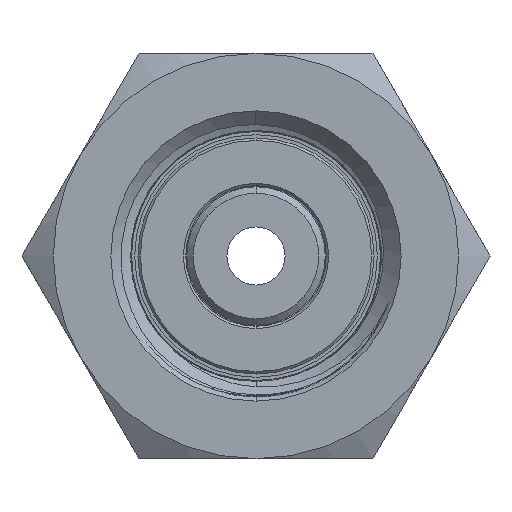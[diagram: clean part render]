
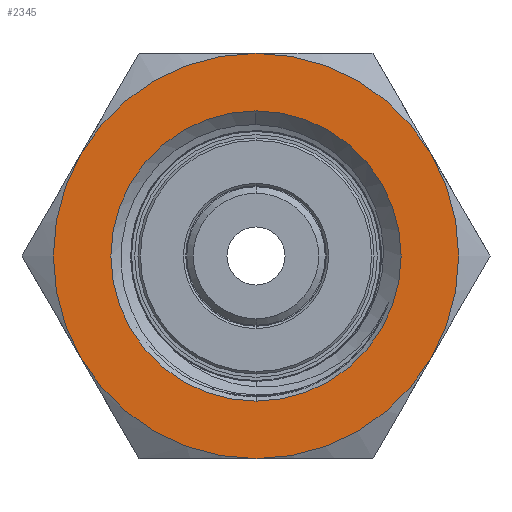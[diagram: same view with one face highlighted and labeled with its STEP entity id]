
A CAD part, left-side view. The second image highlights one B-rep face of the part: STEP entity #2345.
In plain terms, the highlighted planar face has unit normal (-1, 0, 0).
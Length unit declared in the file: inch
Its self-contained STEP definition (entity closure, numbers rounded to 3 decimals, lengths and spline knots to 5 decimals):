
#112 = CARTESIAN_POINT ( 'NONE',  ( -0.45276, 0.54127, 0.3125 ) ) ;
#338 = DIRECTION ( 'NONE',  ( -1., 0., 0. ) ) ;
#451 = ORIENTED_EDGE ( 'NONE', *, *, #7789, .F. ) ;
#1122 = CARTESIAN_POINT ( 'NONE',  ( -0.45276, 0., 0. ) ) ;
#1356 = ORIENTED_EDGE ( 'NONE', *, *, #5184, .T. ) ;
#1367 = DIRECTION ( 'NONE',  ( -1., 0., 0. ) ) ;
#1750 = EDGE_CURVE ( 'NONE', #12678, #12785, #26250, .T. ) ;
#2345 = ADVANCED_FACE ( 'NONE', ( #6528, #24799 ), #7371, .F. ) ;
#2553 = EDGE_CURVE ( 'NONE', #17359, #22612, #10497, .T. ) ;
#3313 = DIRECTION ( 'NONE',  ( -1., 0., 0. ) ) ;
#3679 = DIRECTION ( 'NONE',  ( 0., 0., 1. ) ) ;
#3719 = AXIS2_PLACEMENT_3D ( 'NONE', #15855, #13741, #7042 ) ;
#3923 = DIRECTION ( 'NONE',  ( 0., 0., 1. ) ) ;
#3972 = AXIS2_PLACEMENT_3D ( 'NONE', #1122, #3313, #17076 ) ;
#5088 = EDGE_CURVE ( 'NONE', #10151, #12678, #11900, .T. ) ;
#5184 = EDGE_CURVE ( 'NONE', #17337, #21823, #29053, .T. ) ;
#6066 = CARTESIAN_POINT ( 'NONE',  ( -0.45276, 0., 0. ) ) ;
#6528 = FACE_BOUND ( 'NONE', #9853, .T. ) ;
#7042 = DIRECTION ( 'NONE',  ( 0., 0., 1. ) ) ;
#7178 = DIRECTION ( 'NONE',  ( 0., 0., 1. ) ) ;
#7371 = PLANE ( 'NONE',  #26006 ) ;
#7789 = EDGE_CURVE ( 'NONE', #22612, #17359, #10064, .T. ) ;
#8145 = DIRECTION ( 'NONE',  ( -1., 0., 0. ) ) ;
#9571 = AXIS2_PLACEMENT_3D ( 'NONE', #28721, #1367, #3923 ) ;
#9853 = EDGE_LOOP ( 'NONE', ( #451, #21607 ) ) ;
#10064 = CIRCLE ( 'NONE', #9571, 0.4475 ) ;
#10151 = VERTEX_POINT ( 'NONE', #22331 ) ;
#10497 = CIRCLE ( 'NONE', #19294, 0.4475 ) ;
#11680 = CARTESIAN_POINT ( 'NONE',  ( -0.45276, 0., 0.625 ) ) ;
#11689 = DIRECTION ( 'NONE',  ( 1., 0., 0. ) ) ;
#11803 = CARTESIAN_POINT ( 'NONE',  ( -0.45276, 0., 0. ) ) ;
#11900 = CIRCLE ( 'NONE', #22548, 0.625 ) ;
#11948 = ORIENTED_EDGE ( 'NONE', *, *, #5088, .T. ) ;
#12148 = CARTESIAN_POINT ( 'NONE',  ( -0.45276, -0.54127, -0.3125 ) ) ;
#12271 = ORIENTED_EDGE ( 'NONE', *, *, #24252, .T. ) ;
#12678 = VERTEX_POINT ( 'NONE', #11680 ) ;
#12785 = VERTEX_POINT ( 'NONE', #112 ) ;
#13741 = DIRECTION ( 'NONE',  ( -1., 0., 0. ) ) ;
#14135 = ORIENTED_EDGE ( 'NONE', *, *, #1750, .T. ) ;
#14283 = CIRCLE ( 'NONE', #20989, 0.625 ) ;
#14507 = DIRECTION ( 'NONE',  ( -1., 0., 0. ) ) ;
#14688 = CARTESIAN_POINT ( 'NONE',  ( -0.45276, 0., 0.4475 ) ) ;
#14934 = CARTESIAN_POINT ( 'NONE',  ( -0.45276, 0., -0.625 ) ) ;
#15855 = CARTESIAN_POINT ( 'NONE',  ( -0.45276, 0., 0. ) ) ;
#16749 = AXIS2_PLACEMENT_3D ( 'NONE', #11803, #14507, #16789 ) ;
#16789 = DIRECTION ( 'NONE',  ( 0., 0., 1. ) ) ;
#17076 = DIRECTION ( 'NONE',  ( 0., 0., 1. ) ) ;
#17166 = EDGE_CURVE ( 'NONE', #12785, #17337, #24201, .T. ) ;
#17337 = VERTEX_POINT ( 'NONE', #21694 ) ;
#17359 = VERTEX_POINT ( 'NONE', #18548 ) ;
#17669 = EDGE_LOOP ( 'NONE', ( #1356, #12271, #22285, #11948, #14135, #19356 ) ) ;
#17841 = DIRECTION ( 'NONE',  ( -1., 0., 0. ) ) ;
#17943 = DIRECTION ( 'NONE',  ( 0., 0., 1. ) ) ;
#18039 = DIRECTION ( 'NONE',  ( 0., 0., 1. ) ) ;
#18548 = CARTESIAN_POINT ( 'NONE',  ( -0.45276, 0., -0.4475 ) ) ;
#18883 = DIRECTION ( 'NONE',  ( 0., 0., -1. ) ) ;
#19150 = CIRCLE ( 'NONE', #16749, 0.625 ) ;
#19294 = AXIS2_PLACEMENT_3D ( 'NONE', #6066, #8145, #17943 ) ;
#19356 = ORIENTED_EDGE ( 'NONE', *, *, #17166, .T. ) ;
#19503 = AXIS2_PLACEMENT_3D ( 'NONE', #22609, #17841, #18039 ) ;
#20075 = EDGE_CURVE ( 'NONE', #23346, #10151, #19150, .T. ) ;
#20989 = AXIS2_PLACEMENT_3D ( 'NONE', #25293, #338, #7178 ) ;
#21607 = ORIENTED_EDGE ( 'NONE', *, *, #2553, .F. ) ;
#21694 = CARTESIAN_POINT ( 'NONE',  ( -0.45276, 0.54127, -0.3125 ) ) ;
#21823 = VERTEX_POINT ( 'NONE', #14934 ) ;
#22019 = CARTESIAN_POINT ( 'NONE',  ( -0.45276, 0., 0. ) ) ;
#22285 = ORIENTED_EDGE ( 'NONE', *, *, #20075, .T. ) ;
#22331 = CARTESIAN_POINT ( 'NONE',  ( -0.45276, -0.54127, 0.3125 ) ) ;
#22548 = AXIS2_PLACEMENT_3D ( 'NONE', #22019, #28766, #3679 ) ;
#22609 = CARTESIAN_POINT ( 'NONE',  ( -0.45276, 0., 0. ) ) ;
#22612 = VERTEX_POINT ( 'NONE', #14688 ) ;
#23346 = VERTEX_POINT ( 'NONE', #12148 ) ;
#24201 = CIRCLE ( 'NONE', #3719, 0.625 ) ;
#24252 = EDGE_CURVE ( 'NONE', #21823, #23346, #14283, .T. ) ;
#24799 = FACE_OUTER_BOUND ( 'NONE', #17669, .T. ) ;
#25293 = CARTESIAN_POINT ( 'NONE',  ( -0.45276, 0., 0. ) ) ;
#26006 = AXIS2_PLACEMENT_3D ( 'NONE', #27778, #11689, #18883 ) ;
#26250 = CIRCLE ( 'NONE', #3972, 0.625 ) ;
#27778 = CARTESIAN_POINT ( 'NONE',  ( -0.45276, 0., 0. ) ) ;
#28721 = CARTESIAN_POINT ( 'NONE',  ( -0.45276, 0., 0. ) ) ;
#28766 = DIRECTION ( 'NONE',  ( -1., 0., 0. ) ) ;
#29053 = CIRCLE ( 'NONE', #19503, 0.625 ) ;
